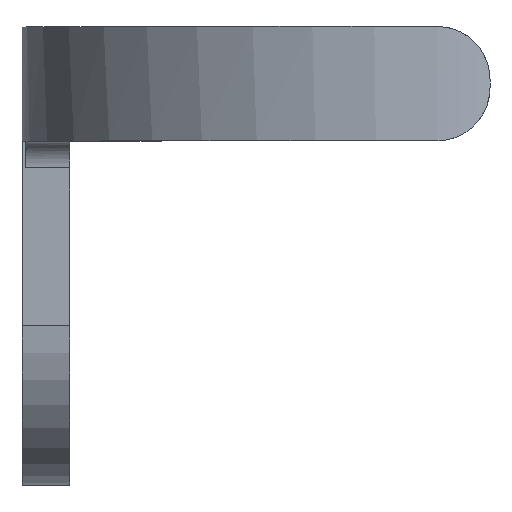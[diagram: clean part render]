
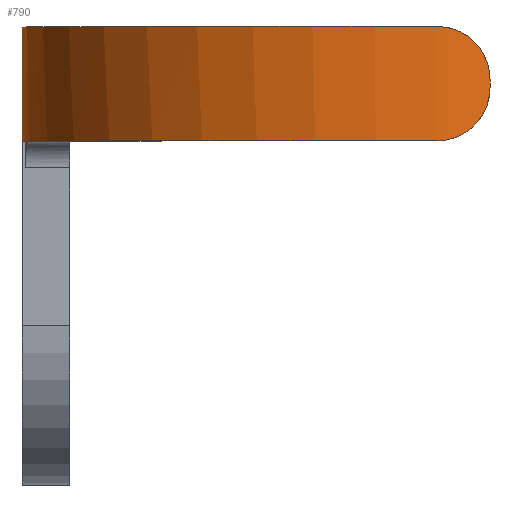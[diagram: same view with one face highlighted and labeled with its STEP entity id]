
A CAD part, top view. The second image highlights one B-rep face of the part: STEP entity #790.
In plain terms, the highlighted cylindrical face has radius 69.5 mm (diameter 139 mm), a partial arc.
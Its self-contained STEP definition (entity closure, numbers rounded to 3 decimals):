
#15=B_SPLINE_CURVE_WITH_KNOTS('',3,(#1189,#1190,#1191,#1192,#1193,#1194,
#1195,#1196,#1197,#1198),.UNSPECIFIED.,.F.,.F.,(4,2,2,2,4),(0.764,
0.956,1.147,1.335,1.524),
 .UNSPECIFIED.);
#22=B_SPLINE_CURVE_WITH_KNOTS('',3,(#1343,#1344,#1345,#1346,#1347,#1348,
#1349,#1350,#1351,#1352),.UNSPECIFIED.,.F.,.F.,(4,2,2,2,4),(-6.06,
-5.682,-5.305,-4.922,-4.539),
 .UNSPECIFIED.);
#23=B_SPLINE_CURVE_WITH_KNOTS('',3,(#1356,#1357,#1358,#1359,#1360,#1361,
#1362,#1363,#1364,#1365),.UNSPECIFIED.,.F.,.F.,(4,2,2,2,4),(-4.551,
-4.168,-3.785,-3.407,-3.03),
 .UNSPECIFIED.);
#29=CYLINDRICAL_SURFACE('',#859,69.5);
#55=CIRCLE('',#838,69.5);
#70=CIRCLE('',#860,69.5);
#71=CIRCLE('',#861,69.5);
#91=FACE_OUTER_BOUND('',#133,.T.);
#133=EDGE_LOOP('',(#619,#620,#621,#622,#623,#624,#625,#626,#627));
#197=LINE('',#1300,#273);
#209=LINE('',#1354,#285);
#210=LINE('',#1369,#286);
#273=VECTOR('',#987,10.);
#285=VECTOR('',#1023,10.);
#286=VECTOR('',#1026,10.);
#340=VERTEX_POINT('',#1187);
#341=VERTEX_POINT('',#1188);
#347=VERTEX_POINT('',#1211);
#360=VERTEX_POINT('',#1299);
#379=VERTEX_POINT('',#1342);
#380=VERTEX_POINT('',#1353);
#381=VERTEX_POINT('',#1355);
#382=VERTEX_POINT('',#1366);
#383=VERTEX_POINT('',#1368);
#424=EDGE_CURVE('',#340,#341,#15,.F.);
#432=EDGE_CURVE('',#347,#341,#55,.F.);
#451=EDGE_CURVE('',#340,#360,#197,.T.);
#473=EDGE_CURVE('',#379,#347,#22,.T.);
#474=EDGE_CURVE('',#379,#380,#209,.T.);
#475=EDGE_CURVE('',#381,#380,#23,.T.);
#476=EDGE_CURVE('',#382,#381,#70,.T.);
#477=EDGE_CURVE('',#383,#382,#210,.T.);
#478=EDGE_CURVE('',#360,#383,#71,.F.);
#619=ORIENTED_EDGE('',*,*,#432,.F.);
#620=ORIENTED_EDGE('',*,*,#473,.F.);
#621=ORIENTED_EDGE('',*,*,#474,.T.);
#622=ORIENTED_EDGE('',*,*,#475,.F.);
#623=ORIENTED_EDGE('',*,*,#476,.F.);
#624=ORIENTED_EDGE('',*,*,#477,.F.);
#625=ORIENTED_EDGE('',*,*,#478,.F.);
#626=ORIENTED_EDGE('',*,*,#451,.F.);
#627=ORIENTED_EDGE('',*,*,#424,.T.);
#790=ADVANCED_FACE('',(#91),#29,.T.);
#838=AXIS2_PLACEMENT_3D('',#1213,#959,#960);
#859=AXIS2_PLACEMENT_3D('',#1341,#1021,#1022);
#860=AXIS2_PLACEMENT_3D('',#1367,#1024,#1025);
#861=AXIS2_PLACEMENT_3D('',#1370,#1027,#1028);
#959=DIRECTION('center_axis',(0.,1.,0.));
#960=DIRECTION('ref_axis',(-1.,0.,0.));
#987=DIRECTION('',(0.,1.,0.));
#1021=DIRECTION('center_axis',(0.,1.,0.));
#1022=DIRECTION('ref_axis',(-1.,0.,0.));
#1023=DIRECTION('',(0.,1.,0.));
#1024=DIRECTION('center_axis',(0.,1.,0.));
#1025=DIRECTION('ref_axis',(-1.,0.,0.));
#1026=DIRECTION('',(0.,1.,0.));
#1027=DIRECTION('center_axis',(0.,1.,0.));
#1028=DIRECTION('ref_axis',(-1.,0.,0.));
#1187=CARTESIAN_POINT('',(-106.158,1.859,54.743));
#1188=CARTESIAN_POINT('',(-105.31,6.859,59.743));
#1189=CARTESIAN_POINT('Ctrl Pts',(-105.31,6.859,59.743));
#1190=CARTESIAN_POINT('Ctrl Pts',(-105.439,6.859,59.118));
#1191=CARTESIAN_POINT('Ctrl Pts',(-105.568,6.734,58.448));
#1192=CARTESIAN_POINT('Ctrl Pts',(-105.789,6.222,57.212));
#1193=CARTESIAN_POINT('Ctrl Pts',(-105.881,5.835,56.646));
#1194=CARTESIAN_POINT('Ctrl Pts',(-106.018,4.943,55.759));
#1195=CARTESIAN_POINT('Ctrl Pts',(-106.072,4.383,55.376));
#1196=CARTESIAN_POINT('Ctrl Pts',(-106.142,3.154,54.868));
#1197=CARTESIAN_POINT('Ctrl Pts',(-106.158,2.486,54.743));
#1198=CARTESIAN_POINT('Ctrl Pts',(-106.158,1.859,54.743));
#1211=CARTESIAN_POINT('',(-28.741,6.859,114.6));
#1213=CARTESIAN_POINT('Origin',(-37.259,6.859,45.624));
#1299=CARTESIAN_POINT('',(-106.158,6.859,54.743));
#1300=CARTESIAN_POINT('',(-106.158,0.995,54.743));
#1341=CARTESIAN_POINT('Origin',(-37.259,0.995,45.624));
#1342=CARTESIAN_POINT('',(-18.741,16.859,112.611));
#1343=CARTESIAN_POINT('Ctrl Pts',(-18.741,16.859,112.611));
#1344=CARTESIAN_POINT('Ctrl Pts',(-18.741,15.601,112.611));
#1345=CARTESIAN_POINT('Ctrl Pts',(-18.993,14.263,112.683));
#1346=CARTESIAN_POINT('Ctrl Pts',(-20.009,11.808,112.951));
#1347=CARTESIAN_POINT('Ctrl Pts',(-20.772,10.692,113.146));
#1348=CARTESIAN_POINT('Ctrl Pts',(-22.535,8.917,113.552));
#1349=CARTESIAN_POINT('Ctrl Pts',(-23.659,8.143,113.792));
#1350=CARTESIAN_POINT('Ctrl Pts',(-26.129,7.114,114.238));
#1351=CARTESIAN_POINT('Ctrl Pts',(-27.474,6.859,114.443));
#1352=CARTESIAN_POINT('Ctrl Pts',(-28.741,6.859,114.6));
#1353=CARTESIAN_POINT('',(-18.741,18.359,112.611));
#1354=CARTESIAN_POINT('',(-18.741,0.995,112.611));
#1355=CARTESIAN_POINT('',(-28.741,28.359,114.6));
#1356=CARTESIAN_POINT('Ctrl Pts',(-28.741,28.359,114.6));
#1357=CARTESIAN_POINT('Ctrl Pts',(-27.474,28.359,114.443));
#1358=CARTESIAN_POINT('Ctrl Pts',(-26.129,28.104,114.238));
#1359=CARTESIAN_POINT('Ctrl Pts',(-23.659,27.075,113.792));
#1360=CARTESIAN_POINT('Ctrl Pts',(-22.535,26.301,113.552));
#1361=CARTESIAN_POINT('Ctrl Pts',(-20.772,24.526,113.146));
#1362=CARTESIAN_POINT('Ctrl Pts',(-20.009,23.409,112.951));
#1363=CARTESIAN_POINT('Ctrl Pts',(-18.993,20.955,112.683));
#1364=CARTESIAN_POINT('Ctrl Pts',(-18.741,19.617,112.611));
#1365=CARTESIAN_POINT('Ctrl Pts',(-18.741,18.359,112.611));
#1366=CARTESIAN_POINT('',(-106.759,28.359,45.624));
#1367=CARTESIAN_POINT('Origin',(-37.259,28.359,45.624));
#1368=CARTESIAN_POINT('',(-106.759,6.859,45.624));
#1369=CARTESIAN_POINT('',(-106.759,0.995,45.624));
#1370=CARTESIAN_POINT('Origin',(-37.259,6.859,45.624));
